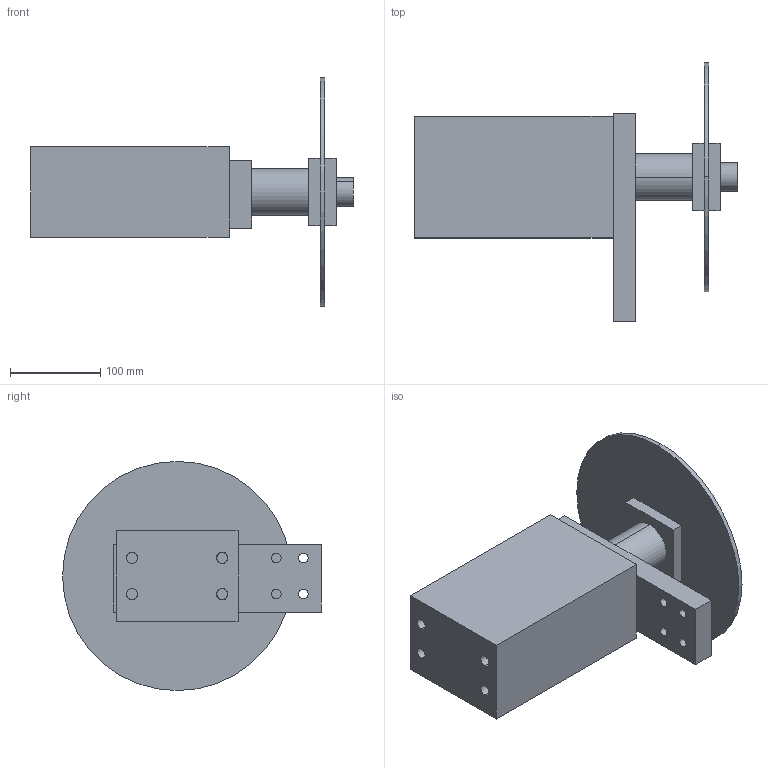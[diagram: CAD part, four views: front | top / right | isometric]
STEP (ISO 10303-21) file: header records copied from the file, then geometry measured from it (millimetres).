
FILE_DESCRIPTION (( 'STEP AP203' ), '1' );
FILE_NAME ('DriveAssembly.STEP', '2012-05-22T02:05:13', ( '' ), ( '' ), 'SwSTEP 2.0', 'SolidWorks 2010', '' );
FILE_SCHEMA (( 'CONFIG_CONTROL_DESIGN' ));
Length unit declared in the file: millimetre
Products named in the file (8): InsidePlate; Spindle; ShaftCoupling; InterfacePlate; HydraulicMotor; DriveAssembly; OutsidePlate; Blade
Assembly tree (7 placements, depth 2):
  DriveAssembly
    ShaftCoupling
    HydraulicMotor
    Spindle
    InsidePlate
    OutsidePlate
    Blade
    InterfacePlate
Bounding box: 357.86 x 287 x 254 mm (x, y, z)
Volume: 3767224.8 mm3; surface area: 388867.5 mm2
Topology: 7 solids, 7 shells, 75 faces, 180 edges, 120 vertices
Faces by surface type: cylinder 44, plane 31
Entity records: 3262 total; most frequent: CARTESIAN_POINT 515, DIRECTION 430, ORIENTED_EDGE 360, EDGE_CURVE 180, AXIS2_PLACEMENT_3D 169, VERTEX_POINT 120, EDGE_LOOP 112, VECTOR 92
